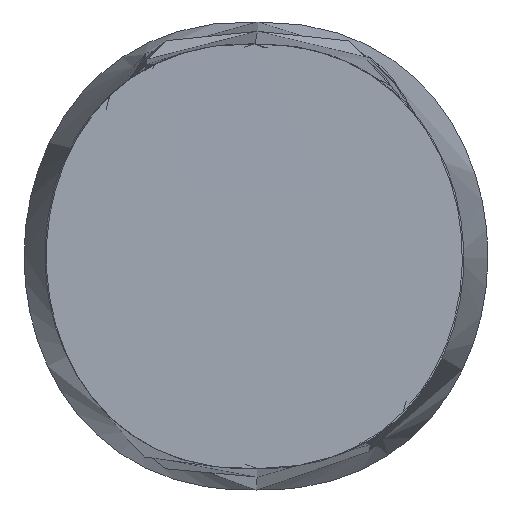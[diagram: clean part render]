
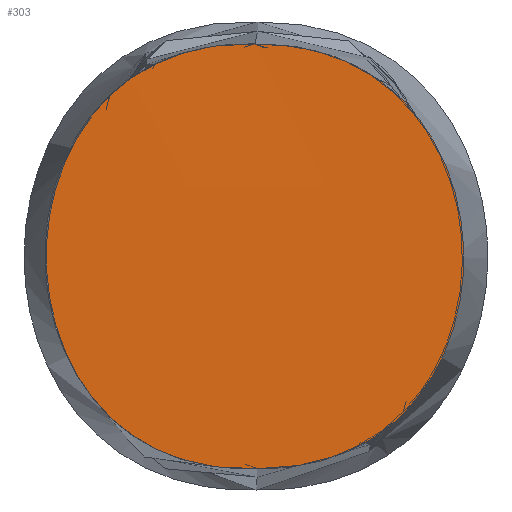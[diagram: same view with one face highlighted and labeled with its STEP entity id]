
A CAD part, left-side view. The second image highlights one B-rep face of the part: STEP entity #303.
In plain terms, the highlighted free-form (B-spline) face has degree [3, 3] with [4, 4] control points.
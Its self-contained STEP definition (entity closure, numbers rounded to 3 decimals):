
#22 = VERTEX_POINT('',#23);
#23 = CARTESIAN_POINT('',(-1.,-0.004,
    -0.168));
#24 = VERTEX_POINT('',#25);
#25 = CARTESIAN_POINT('',(-1.,-0.003,
    0.171));
#96 = B_SPLINE_SURFACE_WITH_KNOTS('',3,3,(
    (#97,#98,#99,#100)
    ,(#101,#102,#103,#104)
    ,(#105,#106,#107,#108)
    ,(#109,#110,#111,#112
    )),.UNSPECIFIED.,.F.,.F.,.F.,(4,4),(4,4),(0.,1.),(0.,1.),
  .PIECEWISE_BEZIER_KNOTS.);
#97 = CARTESIAN_POINT('',(-1.048,-0.036,
    -0.21));
#98 = CARTESIAN_POINT('',(-0.342,-0.033,
    -0.2));
#99 = CARTESIAN_POINT('',(0.348,-0.029,
    -0.202));
#100 = CARTESIAN_POINT('',(1.05,-0.045,
    -0.207));
#101 = CARTESIAN_POINT('',(-1.044,0.216,
    -0.19));
#102 = CARTESIAN_POINT('',(-0.363,0.213,-0.199
    ));
#103 = CARTESIAN_POINT('',(0.355,0.207,-0.181)
  );
#104 = CARTESIAN_POINT('',(1.051,0.219,-0.181
    ));
#105 = CARTESIAN_POINT('',(-1.049,0.203,0.19
    ));
#106 = CARTESIAN_POINT('',(-0.338,0.204,0.205
    ));
#107 = CARTESIAN_POINT('',(0.349,0.204,0.2)
  );
#108 = CARTESIAN_POINT('',(1.043,0.21,0.2)
  );
#109 = CARTESIAN_POINT('',(-1.051,-0.047,
    0.209));
#110 = CARTESIAN_POINT('',(-0.358,-0.046,
    0.207));
#111 = CARTESIAN_POINT('',(0.342,-0.037,
    0.218));
#112 = CARTESIAN_POINT('',(1.041,-0.048,
    0.221));
#259 = EDGE_CURVE('',#22,#24,#260,.T.);
#260 = SURFACE_CURVE('',#261,(#266,#276),.PCURVE_S1.);
#261 = B_SPLINE_CURVE_WITH_KNOTS('',3,(#262,#263,#264,#265),
  .UNSPECIFIED.,.F.,.F.,(4,4),(0.,1.),.PIECEWISE_BEZIER_KNOTS.);
#262 = CARTESIAN_POINT('',(-1.,-0.004,
    -0.168));
#263 = CARTESIAN_POINT('',(-1.,0.219,
    -0.177));
#264 = CARTESIAN_POINT('',(-1.001,0.22,0.178)
  );
#265 = CARTESIAN_POINT('',(-1.,-0.003,
    0.171));
#266 = PCURVE('',#96,#267);
#267 = DEFINITIONAL_REPRESENTATION('',(#268),#275);
#268 = B_SPLINE_CURVE_WITH_KNOTS('',5,(#269,#270,#271,#272,#273,#274),
  .UNSPECIFIED.,.F.,.F.,(6,6),(0.,1.),.PIECEWISE_BEZIER_KNOTS.);
#269 = CARTESIAN_POINT('',(0.057,0.022));
#270 = CARTESIAN_POINT('',(0.253,0.022));
#271 = CARTESIAN_POINT('',(0.459,0.022));
#272 = CARTESIAN_POINT('',(0.558,0.022));
#273 = CARTESIAN_POINT('',(0.725,0.023));
#274 = CARTESIAN_POINT('',(0.923,0.024));
#275 = ( GEOMETRIC_REPRESENTATION_CONTEXT(2) 
PARAMETRIC_REPRESENTATION_CONTEXT() REPRESENTATION_CONTEXT('2D SPACE',''
  ) );
#276 = PCURVE('',#277,#294);
#277 = B_SPLINE_SURFACE_WITH_KNOTS('',3,3,(
    (#278,#279,#280,#281)
    ,(#282,#283,#284,#285)
    ,(#286,#287,#288,#289)
    ,(#290,#291,#292,#293
    )),.UNSPECIFIED.,.F.,.F.,.F.,(4,4),(4,4),(0.,1.),(0.,1.),
  .PIECEWISE_BEZIER_KNOTS.);
#278 = CARTESIAN_POINT('',(-1.,-0.185,
    -0.187));
#279 = CARTESIAN_POINT('',(-0.998,-0.059,
    -0.188));
#280 = CARTESIAN_POINT('',(-1.,0.067,
    -0.186));
#281 = CARTESIAN_POINT('',(-1.,0.194,
    -0.187));
#282 = CARTESIAN_POINT('',(-0.999,-0.185,
    -0.063));
#283 = CARTESIAN_POINT('',(-1.004,-0.058,
    -0.059));
#284 = CARTESIAN_POINT('',(-0.999,0.067,
    -0.061));
#285 = CARTESIAN_POINT('',(-1.001,0.192,
    -0.062));
#286 = CARTESIAN_POINT('',(-1.002,-0.187,
    0.066));
#287 = CARTESIAN_POINT('',(-0.998,-0.062,
    0.064));
#288 = CARTESIAN_POINT('',(-1.002,0.067,
    0.065));
#289 = CARTESIAN_POINT('',(-1.002,0.191,
    0.065));
#290 = CARTESIAN_POINT('',(-0.999,-0.189,
    0.19));
#291 = CARTESIAN_POINT('',(-1.001,-0.062,
    0.19));
#292 = CARTESIAN_POINT('',(-0.999,0.064,
    0.193));
#293 = CARTESIAN_POINT('',(-1.002,0.191,0.191)
  );
#294 = DEFINITIONAL_REPRESENTATION('',(#295),#301);
#295 = B_SPLINE_CURVE_WITH_KNOTS('',4,(#296,#297,#298,#299,#300),
  .UNSPECIFIED.,.F.,.F.,(5,5),(0.,1.),.PIECEWISE_BEZIER_KNOTS.);
#296 = CARTESIAN_POINT('',(0.051,0.478));
#297 = CARTESIAN_POINT('',(0.031,0.922));
#298 = CARTESIAN_POINT('',(0.501,1.072));
#299 = CARTESIAN_POINT('',(0.958,0.93));
#300 = CARTESIAN_POINT('',(0.947,0.49));
#301 = ( GEOMETRIC_REPRESENTATION_CONTEXT(2) 
PARAMETRIC_REPRESENTATION_CONTEXT() REPRESENTATION_CONTEXT('2D SPACE',''
  ) );
#303 = ADVANCED_FACE('',(#304),#277,.T.);
#304 = FACE_BOUND('',#305,.T.);
#305 = EDGE_LOOP('',(#306,#366));
#306 = ORIENTED_EDGE('',*,*,#307,.F.);
#307 = EDGE_CURVE('',#24,#22,#308,.T.);
#308 = SURFACE_CURVE('',#309,(#314,#343),.PCURVE_S1.);
#309 = B_SPLINE_CURVE_WITH_KNOTS('',3,(#310,#311,#312,#313),
  .UNSPECIFIED.,.F.,.F.,(4,4),(0.,1.),.PIECEWISE_BEZIER_KNOTS.);
#310 = CARTESIAN_POINT('',(-1.,-0.003,
    0.171));
#311 = CARTESIAN_POINT('',(-1.001,-0.223,0.175
    ));
#312 = CARTESIAN_POINT('',(-1.003,-0.226,
    -0.171));
#313 = CARTESIAN_POINT('',(-1.,-0.004,
    -0.168));
#314 = PCURVE('',#277,#315);
#315 = DEFINITIONAL_REPRESENTATION('',(#316),#342);
#316 = B_SPLINE_CURVE_WITH_KNOTS('',3,(#317,#318,#319,#320,#321,#322,
    #323,#324,#325,#326,#327,#328,#329,#330,#331,#332,#333,#334,#335,
    #336,#337,#338,#339,#340,#341),.UNSPECIFIED.,.F.,.F.,(4,1,1,1,1,1,1,
    1,1,1,1,1,1,1,1,1,1,1,1,1,1,1,4),(0.,0.045,
    0.091,0.136,0.182,0.227,
    0.273,0.318,0.364,0.409,
    0.455,0.5,0.545,0.591,0.636,
    0.682,0.727,0.773,0.818,
    0.864,0.909,0.955,1.),
  .QUASI_UNIFORM_KNOTS.);
#317 = CARTESIAN_POINT('',(0.947,0.49));
#318 = CARTESIAN_POINT('',(0.947,0.463));
#319 = CARTESIAN_POINT('',(0.945,0.413));
#320 = CARTESIAN_POINT('',(0.93,0.344));
#321 = CARTESIAN_POINT('',(0.907,0.283));
#322 = CARTESIAN_POINT('',(0.874,0.228));
#323 = CARTESIAN_POINT('',(0.834,0.18));
#324 = CARTESIAN_POINT('',(0.788,0.139));
#325 = CARTESIAN_POINT('',(0.737,0.106));
#326 = CARTESIAN_POINT('',(0.681,0.08));
#327 = CARTESIAN_POINT('',(0.623,0.06));
#328 = CARTESIAN_POINT('',(0.562,0.048));
#329 = CARTESIAN_POINT('',(0.501,0.044));
#330 = CARTESIAN_POINT('',(0.439,0.046));
#331 = CARTESIAN_POINT('',(0.378,0.056));
#332 = CARTESIAN_POINT('',(0.32,0.073));
#333 = CARTESIAN_POINT('',(0.264,0.098));
#334 = CARTESIAN_POINT('',(0.213,0.129));
#335 = CARTESIAN_POINT('',(0.166,0.169));
#336 = CARTESIAN_POINT('',(0.126,0.216));
#337 = CARTESIAN_POINT('',(0.093,0.27));
#338 = CARTESIAN_POINT('',(0.069,0.331));
#339 = CARTESIAN_POINT('',(0.054,0.4));
#340 = CARTESIAN_POINT('',(0.05,0.451));
#341 = CARTESIAN_POINT('',(0.051,0.478));
#342 = ( GEOMETRIC_REPRESENTATION_CONTEXT(2) 
PARAMETRIC_REPRESENTATION_CONTEXT() REPRESENTATION_CONTEXT('2D SPACE',''
  ) );
#343 = PCURVE('',#344,#361);
#344 = B_SPLINE_SURFACE_WITH_KNOTS('',3,3,(
    (#345,#346,#347,#348)
    ,(#349,#350,#351,#352)
    ,(#353,#354,#355,#356)
    ,(#357,#358,#359,#360
    )),.UNSPECIFIED.,.F.,.F.,.F.,(4,4),(4,4),(0.,1.),(0.,1.),
  .PIECEWISE_BEZIER_KNOTS.);
#345 = CARTESIAN_POINT('',(1.045,0.027,
    0.185));
#346 = CARTESIAN_POINT('',(0.347,0.025,
    0.186));
#347 = CARTESIAN_POINT('',(-0.363,0.009,
    0.182));
#348 = CARTESIAN_POINT('',(-1.057,0.025,
    0.18));
#349 = CARTESIAN_POINT('',(1.05,-0.199,0.183
    ));
#350 = CARTESIAN_POINT('',(0.344,-0.206,0.174
    ));
#351 = CARTESIAN_POINT('',(-0.343,-0.19,0.18
    ));
#352 = CARTESIAN_POINT('',(-1.055,-0.213,
    0.168));
#353 = CARTESIAN_POINT('',(1.056,-0.203,
    -0.159));
#354 = CARTESIAN_POINT('',(0.346,-0.208,
    -0.152));
#355 = CARTESIAN_POINT('',(-0.356,-0.207,
    -0.178));
#356 = CARTESIAN_POINT('',(-1.061,-0.204,
    -0.161));
#357 = CARTESIAN_POINT('',(1.045,0.023,
    -0.175));
#358 = CARTESIAN_POINT('',(0.353,0.016,
    -0.173));
#359 = CARTESIAN_POINT('',(-0.359,0.01,
    -0.179));
#360 = CARTESIAN_POINT('',(-1.053,0.016,
    -0.189));
#361 = DEFINITIONAL_REPRESENTATION('',(#362),#365);
#362 = B_SPLINE_CURVE_WITH_KNOTS('',1,(#363,#364),.UNSPECIFIED.,.F.,.F.,
  (2,2),(0.,1.),.PIECEWISE_BEZIER_KNOTS.);
#363 = CARTESIAN_POINT('',(0.041,0.973));
#364 = CARTESIAN_POINT('',(0.962,0.974));
#365 = ( GEOMETRIC_REPRESENTATION_CONTEXT(2) 
PARAMETRIC_REPRESENTATION_CONTEXT() REPRESENTATION_CONTEXT('2D SPACE',''
  ) );
#366 = ORIENTED_EDGE('',*,*,#259,.F.);
